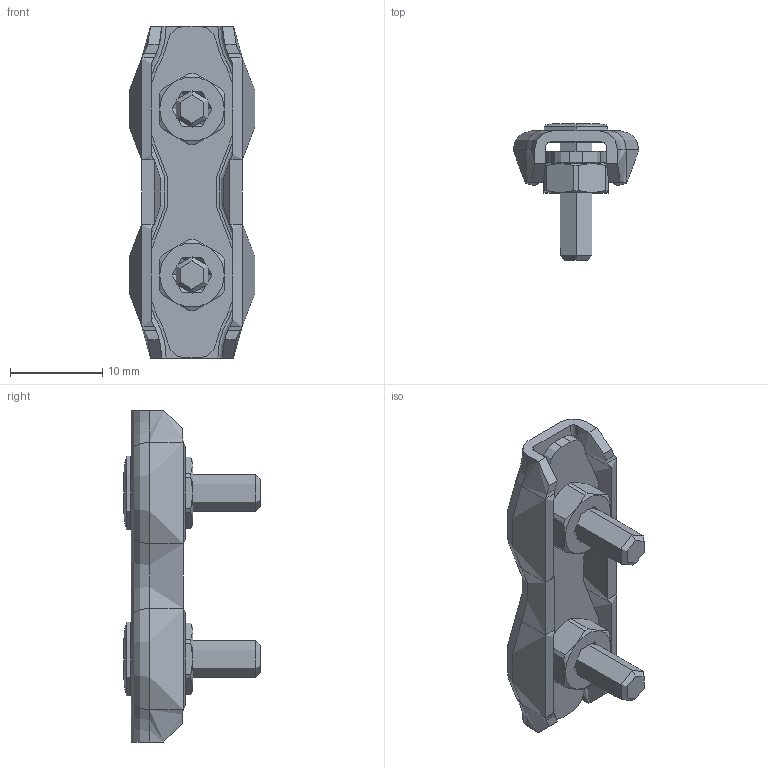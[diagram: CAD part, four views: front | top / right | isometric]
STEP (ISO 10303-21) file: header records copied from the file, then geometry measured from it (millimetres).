
FILE_DESCRIPTION (( 'STEP AP203' ), '1' );
FILE_NAME ('100063003.step', '2021-01-13T14:28:24', ( '' ), ( '' ), 'SwSTEP 2.0', 'SolidWorks 2018', '' );
FILE_SCHEMA (( 'CONFIG_CONTROL_DESIGN' ));
Length unit declared in the file: millimetre
Products named in the file (9): 10006300X Teil1; 10006300X Teil1_100063003 Teil1; 100063003; 10006300X Teil2_100063003 Teil2; DIN 934 M4-M20; 10006300X Teil2; DIN 934 M4-M20_58321-240-4
Assembly tree (7 placements, depth 2):
  100063003
    DIN 934 M4-M20
    10006300X Teil1
    DIN 934 M4-M20
  10006300X Teil2
  100063003
    10006300X Teil1_100063003 Teil1
    10006300X Teil2_100063003 Teil2
    DIN 934 M4-M20_58321-240-4  x2
Bounding box: 13.65 x 14.8 x 36 mm (x, y, z)
Volume: 1721.3 mm3; surface area: 3065.2 mm2
Topology: 6 solids, 6 shells, 448 faces, 1158 edges, 756 vertices
Faces by surface type: plane 150, bspline 150, cylinder 80, cone 36, torus 32
Entity records: 23993 total; most frequent: CARTESIAN_POINT 13898, ORIENTED_EDGE 2158, DIRECTION 1441, EDGE_CURVE 1079, VERTEX_POINT 702, VECTOR 523, LINE 523, AXIS2_PLACEMENT_3D 459
